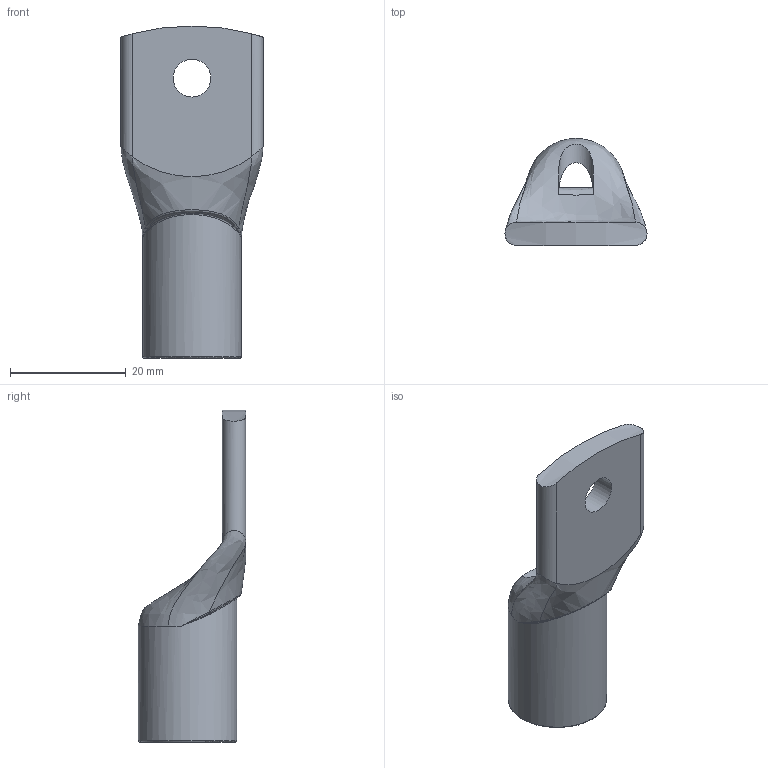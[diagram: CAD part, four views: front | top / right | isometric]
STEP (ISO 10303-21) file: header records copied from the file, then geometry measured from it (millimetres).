
FILE_DESCRIPTION((''),'2;1');
FILE_NAME('PK70-6.stp','2016-02-12T07:49:58',(''),(''),'Autodesk Inventor 2010','Autodesk Inventor 2010','');
FILE_SCHEMA(('AUTOMOTIVE_DESIGN { 1 0 10303 214 1 1 1 1 }'));
Length unit declared in the file: millimetre
Products named in the file (1): PK70-6
Bounding box: 24.5 x 18.5 x 57.26 mm (x, y, z)
Volume: 5395.8 mm3; surface area: 4542.4 mm2
Topology: 1 solids, 1 shells, 161 faces, 436 edges, 287 vertices
Faces by surface type: plane 72, bspline 51, cylinder 36, torus 1, cone 1
Full cylindrical faces by diameter (mm): 6.5 x1, 13 x1, 17 x1
Entity records: 6413 total; most frequent: CARTESIAN_POINT 2644, ORIENTED_EDGE 854, DIRECTION 631, EDGE_CURVE 427, VERTEX_POINT 285, VECTOR 227, LINE 227, AXIS2_PLACEMENT_3D 202
